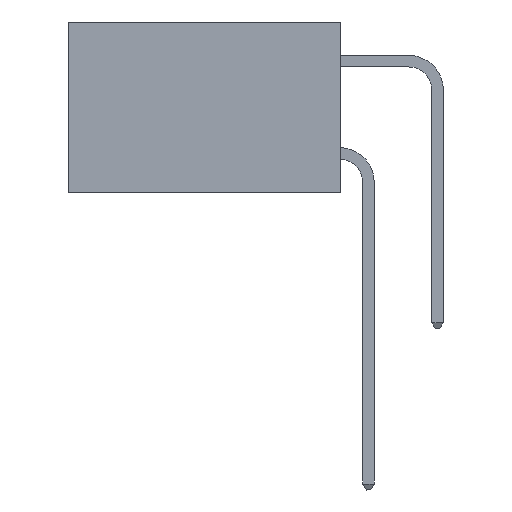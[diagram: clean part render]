
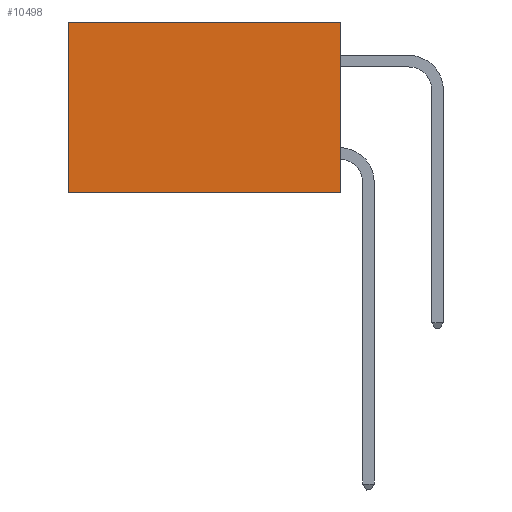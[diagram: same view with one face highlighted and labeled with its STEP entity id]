
A CAD part, left-side view. The second image highlights one B-rep face of the part: STEP entity #10498.
In plain terms, the highlighted planar face has unit normal (-1, 0, 0).
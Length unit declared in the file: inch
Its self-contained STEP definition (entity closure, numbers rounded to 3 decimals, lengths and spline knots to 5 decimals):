
#323 = VECTOR ( 'NONE', #8646, 39.37008 ) ;
#502 = FACE_OUTER_BOUND ( 'NONE', #2826, .T. ) ;
#538 = EDGE_CURVE ( 'NONE', #9630, #1009, #4056, .T. ) ;
#592 = VERTEX_POINT ( 'NONE', #2208 ) ;
#846 = VECTOR ( 'NONE', #2581, 39.37008 ) ;
#963 = ORIENTED_EDGE ( 'NONE', *, *, #4370, .T. ) ;
#992 = VECTOR ( 'NONE', #9897, 39.37008 ) ;
#1009 = VERTEX_POINT ( 'NONE', #7467 ) ;
#1713 = ORIENTED_EDGE ( 'NONE', *, *, #5761, .F. ) ;
#1955 = ORIENTED_EDGE ( 'NONE', *, *, #4120, .F. ) ;
#2208 = CARTESIAN_POINT ( 'NONE',  ( 0.277, 0., -0.37 ) ) ;
#2532 = CARTESIAN_POINT ( 'NONE',  ( 0.277, 0., 0. ) ) ;
#2581 = DIRECTION ( 'NONE',  ( 0., 0., -1. ) ) ;
#2785 = CARTESIAN_POINT ( 'NONE',  ( 0.277, 0.59, -0.37 ) ) ;
#2826 = EDGE_LOOP ( 'NONE', ( #963, #1713, #1955, #5265 ) ) ;
#2843 = LINE ( 'NONE', #2785, #846 ) ;
#3617 = CARTESIAN_POINT ( 'NONE',  ( 0.277, 0., 0. ) ) ;
#3637 = PLANE ( 'NONE',  #9202 ) ;
#3759 = CARTESIAN_POINT ( 'NONE',  ( 0.277, 0.59, -0.37 ) ) ;
#4056 = LINE ( 'NONE', #3617, #323 ) ;
#4120 = EDGE_CURVE ( 'NONE', #9630, #592, #7373, .T. ) ;
#4370 = EDGE_CURVE ( 'NONE', #1009, #7516, #2843, .T. ) ;
#4461 = DIRECTION ( 'NONE',  ( 1., 0., 0. ) ) ;
#4499 = LINE ( 'NONE', #6712, #4749 ) ;
#4749 = VECTOR ( 'NONE', #6741, 39.37008 ) ;
#5265 = ORIENTED_EDGE ( 'NONE', *, *, #538, .T. ) ;
#5761 = EDGE_CURVE ( 'NONE', #592, #7516, #4499, .T. ) ;
#6712 = CARTESIAN_POINT ( 'NONE',  ( 0.277, 0., -0.37 ) ) ;
#6741 = DIRECTION ( 'NONE',  ( 0., 1., 0. ) ) ;
#7373 = LINE ( 'NONE', #9931, #992 ) ;
#7467 = CARTESIAN_POINT ( 'NONE',  ( 0.277, 0.59, 0. ) ) ;
#7516 = VERTEX_POINT ( 'NONE', #3759 ) ;
#8646 = DIRECTION ( 'NONE',  ( 0., 1., 0. ) ) ;
#9202 = AXIS2_PLACEMENT_3D ( 'NONE', #9371, #4461, #10175 ) ;
#9371 = CARTESIAN_POINT ( 'NONE',  ( 0.277, 0., -0.37 ) ) ;
#9630 = VERTEX_POINT ( 'NONE', #2532 ) ;
#9897 = DIRECTION ( 'NONE',  ( 0., 0., -1. ) ) ;
#9931 = CARTESIAN_POINT ( 'NONE',  ( 0.277, 0., -0.37 ) ) ;
#10175 = DIRECTION ( 'NONE',  ( 0., 0., -1. ) ) ;
#10498 = ADVANCED_FACE ( 'NONE', ( #502 ), #3637, .F. ) ;
